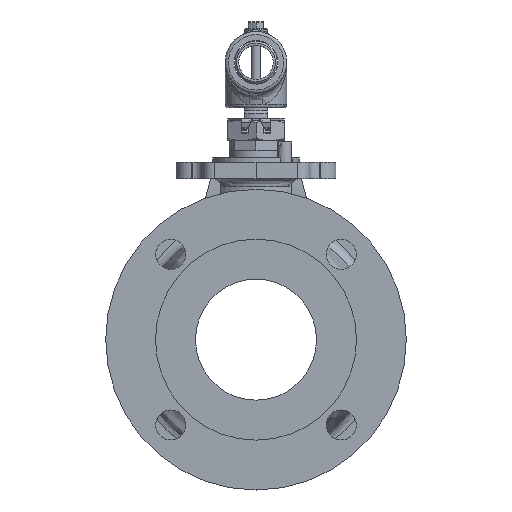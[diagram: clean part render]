
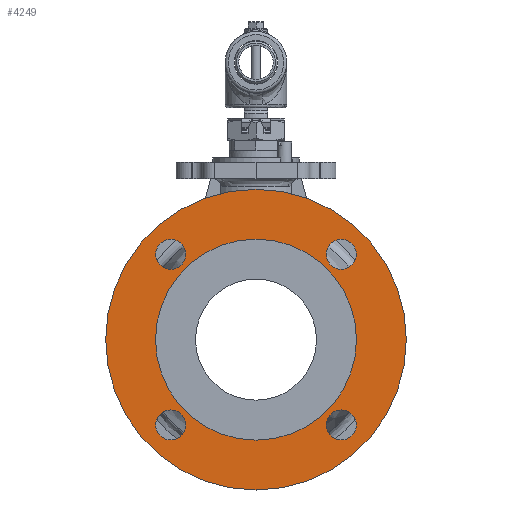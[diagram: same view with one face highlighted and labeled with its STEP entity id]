
A CAD part, front view. The second image highlights one B-rep face of the part: STEP entity #4249.
In plain terms, the highlighted planar face has unit normal (0, -1, 0).
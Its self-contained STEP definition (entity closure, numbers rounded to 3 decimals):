
#2148=CARTESIAN_POINT('',(-53.882,-91.892,44.382));
#2149=VERTEX_POINT('',#2148);
#2150=CARTESIAN_POINT('',(-53.882,-91.892,53.882));
#2151=DIRECTION('',(0.0,1.0,0.0));
#2152=DIRECTION('',(0.0,0.0,1.0));
#2153=AXIS2_PLACEMENT_3D('',#2150,#2151,#2152);
#2154=CIRCLE('',#2153,9.5);
#2155=EDGE_CURVE('',#2149,#2149,#2154,.T.);
#2176=CARTESIAN_POINT('',(-44.382,-91.892,-53.882));
#2177=VERTEX_POINT('',#2176);
#2178=CARTESIAN_POINT('',(-53.882,-91.892,-53.882));
#2179=DIRECTION('',(0.0,1.0,0.0));
#2180=DIRECTION('',(-1.0,0.0,0.0));
#2181=AXIS2_PLACEMENT_3D('',#2178,#2179,#2180);
#2182=CIRCLE('',#2181,9.5);
#2183=EDGE_CURVE('',#2177,#2177,#2182,.T.);
#2204=CARTESIAN_POINT('',(53.882,-91.892,-44.382));
#2205=VERTEX_POINT('',#2204);
#2206=CARTESIAN_POINT('',(53.882,-91.892,-53.882));
#2207=DIRECTION('',(0.0,1.0,0.0));
#2208=DIRECTION('',(0.0,0.0,-1.0));
#2209=AXIS2_PLACEMENT_3D('',#2206,#2207,#2208);
#2210=CIRCLE('',#2209,9.5);
#2211=EDGE_CURVE('',#2205,#2205,#2210,.T.);
#2232=CARTESIAN_POINT('',(44.382,-91.892,53.882));
#2233=VERTEX_POINT('',#2232);
#2234=CARTESIAN_POINT('',(53.882,-91.892,53.882));
#2235=DIRECTION('',(0.0,1.0,0.0));
#2236=DIRECTION('',(1.0,0.0,0.0));
#2237=AXIS2_PLACEMENT_3D('',#2234,#2235,#2236);
#2238=CIRCLE('',#2237,9.5);
#2239=EDGE_CURVE('',#2233,#2233,#2238,.T.);
#4203=CARTESIAN_POINT('',(0.0,-91.892,-95.));
#4204=VERTEX_POINT('',#4203);
#4205=CARTESIAN_POINT('',(0.0,-91.892,0.0));
#4206=DIRECTION('',(0.0,-1.0,0.0));
#4207=DIRECTION('',(0.0,0.0,-1.0));
#4208=AXIS2_PLACEMENT_3D('',#4205,#4206,#4207);
#4209=CIRCLE('',#4208,95.);
#4210=EDGE_CURVE('',#4204,#4204,#4209,.T.);
#4218=CARTESIAN_POINT('',(0.0,-91.892,-79.25));
#4219=DIRECTION('',(0.0,-1.0,0.0));
#4220=DIRECTION('',(0.0,0.0,-1.0));
#4221=AXIS2_PLACEMENT_3D('',#4218,#4219,#4220);
#4222=PLANE('',#4221);
#4223=ORIENTED_EDGE('',*,*,#4210,.T.);
#4224=EDGE_LOOP('',(#4223));
#4225=FACE_OUTER_BOUND('',#4224,.T.);
#4226=ORIENTED_EDGE('',*,*,#2155,.T.);
#4227=EDGE_LOOP('',(#4226));
#4228=FACE_BOUND('',#4227,.T.);
#4229=ORIENTED_EDGE('',*,*,#2183,.T.);
#4230=EDGE_LOOP('',(#4229));
#4231=FACE_BOUND('',#4230,.T.);
#4232=ORIENTED_EDGE('',*,*,#2211,.T.);
#4233=EDGE_LOOP('',(#4232));
#4234=FACE_BOUND('',#4233,.T.);
#4235=ORIENTED_EDGE('',*,*,#2239,.T.);
#4236=EDGE_LOOP('',(#4235));
#4237=FACE_BOUND('',#4236,.T.);
#4238=CARTESIAN_POINT('',(0.0,-91.892,-63.5));
#4239=VERTEX_POINT('',#4238);
#4240=CARTESIAN_POINT('',(0.0,-91.892,0.0));
#4241=DIRECTION('',(0.0,-1.0,0.0));
#4242=DIRECTION('',(0.0,0.0,-1.0));
#4243=AXIS2_PLACEMENT_3D('',#4240,#4241,#4242);
#4244=CIRCLE('',#4243,63.5);
#4245=EDGE_CURVE('',#4239,#4239,#4244,.T.);
#4246=ORIENTED_EDGE('',*,*,#4245,.F.);
#4247=EDGE_LOOP('',(#4246));
#4248=FACE_BOUND('',#4247,.T.);
#4249=ADVANCED_FACE('',(#4225,#4228,#4231,#4234,#4237,#4248),#4222,.T.);
